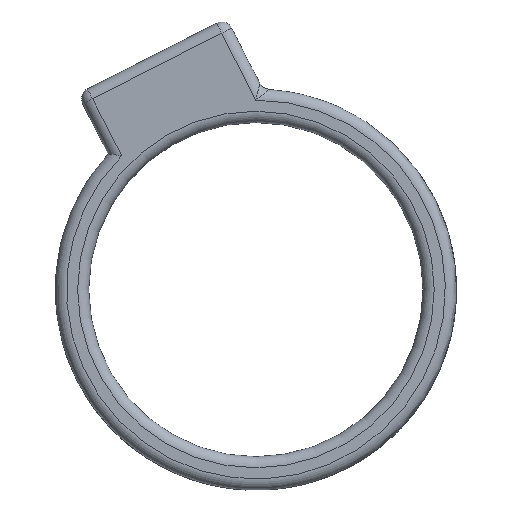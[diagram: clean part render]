
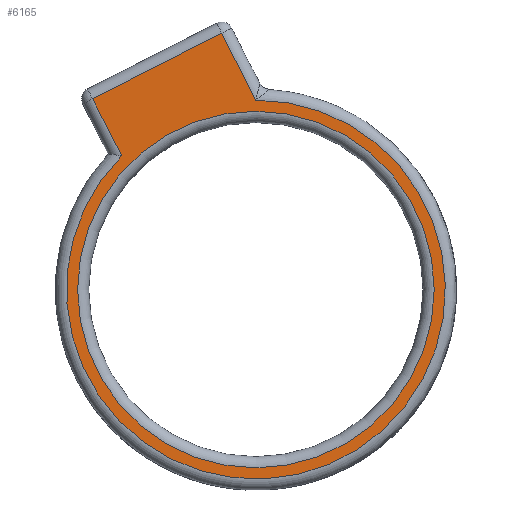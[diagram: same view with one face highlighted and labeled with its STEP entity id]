
A CAD part, top view. The second image highlights one B-rep face of the part: STEP entity #6165.
In plain terms, the highlighted planar face has unit normal (0, 0, 1).
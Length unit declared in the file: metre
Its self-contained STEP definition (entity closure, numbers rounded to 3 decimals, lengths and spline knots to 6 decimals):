
#178=PLANE('',#6645);
#797=LINE('',#9283,#1218);
#798=LINE('',#9286,#1219);
#799=LINE('',#9288,#1220);
#1218=VECTOR('',#7236,1.);
#1219=VECTOR('',#7237,1.);
#1220=VECTOR('',#7238,1.);
#1883=ORIENTED_EDGE('',*,*,#3824,.T.);
#1884=ORIENTED_EDGE('',*,*,#3825,.T.);
#1885=ORIENTED_EDGE('',*,*,#3826,.T.);
#1886=ORIENTED_EDGE('',*,*,#3827,.T.);
#1887=ORIENTED_EDGE('',*,*,#3828,.T.);
#3824=EDGE_CURVE('',#4795,#4795,#5207,.F.);
#3825=EDGE_CURVE('',#4796,#4797,#797,.T.);
#3826=EDGE_CURVE('',#4797,#4798,#798,.T.);
#3827=EDGE_CURVE('',#4798,#4799,#799,.F.);
#3828=EDGE_CURVE('',#4799,#4796,#5208,.T.);
#4795=VERTEX_POINT('',#9282);
#4796=VERTEX_POINT('',#9284);
#4797=VERTEX_POINT('',#9285);
#4798=VERTEX_POINT('',#9287);
#4799=VERTEX_POINT('',#9289);
#5207=CIRCLE('',#6646,0.016);
#5208=CIRCLE('',#6647,0.017);
#5317=EDGE_LOOP('',(#1883));
#5318=EDGE_LOOP('',(#1884,#1885,#1886,#1887));
#5719=FACE_BOUND('',#5317,.T.);
#5720=FACE_BOUND('',#5318,.T.);
#6165=ADVANCED_FACE('',(#5719,#5720),#178,.T.);
#6645=AXIS2_PLACEMENT_3D('',#9280,#7232,#7233);
#6646=AXIS2_PLACEMENT_3D('',#9281,#7234,#7235);
#6647=AXIS2_PLACEMENT_3D('',#9290,#7239,#7240);
#7232=DIRECTION('',(0.,0.,1.));
#7233=DIRECTION('',(1.,0.,0.));
#7234=DIRECTION('',(0.,0.,1.));
#7235=DIRECTION('',(1.,0.,0.));
#7236=DIRECTION('',(-0.454,0.891,0.));
#7237=DIRECTION('',(-0.891,-0.454,0.));
#7238=DIRECTION('',(-0.454,0.891,0.));
#7239=DIRECTION('',(0.,0.,1.));
#7240=DIRECTION('',(1.,0.,0.));
#9280=CARTESIAN_POINT('',(0.,0.,0.0035));
#9281=CARTESIAN_POINT('',(0.,0.,0.0035));
#9282=CARTESIAN_POINT('',(0.016,0.,0.0035));
#9283=CARTESIAN_POINT('',(-0.003518,0.023905,0.0035));
#9284=CARTESIAN_POINT('',(0.,0.017,0.0035));
#9285=CARTESIAN_POINT('',(-0.003064,0.023014,0.0035));
#9286=CARTESIAN_POINT('',(-0.015539,0.016658,0.0035));
#9287=CARTESIAN_POINT('',(-0.014648,0.017112,0.0035));
#9288=CARTESIAN_POINT('',(-0.012364,0.012632,0.0035));
#9289=CARTESIAN_POINT('',(-0.012042,0.011999,0.0035));
#9290=CARTESIAN_POINT('',(0.,0.,0.0035));
